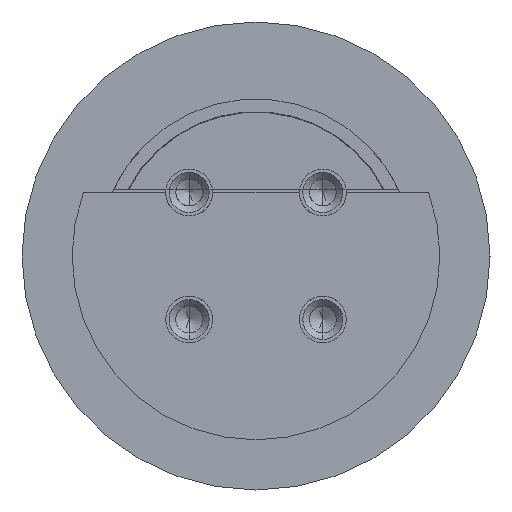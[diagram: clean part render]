
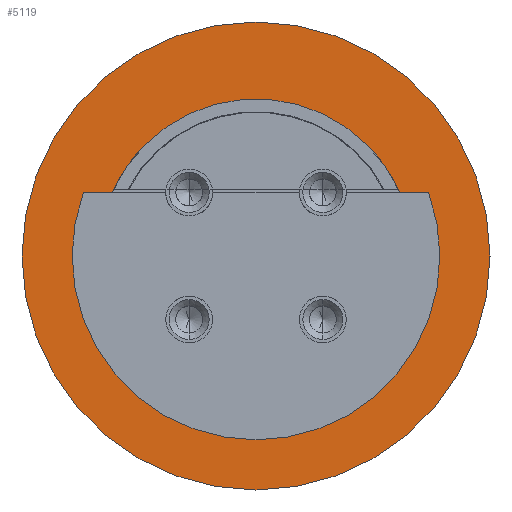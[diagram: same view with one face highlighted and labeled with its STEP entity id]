
A CAD part, front view. The second image highlights one B-rep face of the part: STEP entity #5119.
In plain terms, the highlighted planar face has unit normal (0, -1, 0).
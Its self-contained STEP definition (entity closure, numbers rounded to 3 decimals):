
#156 = VERTEX_POINT ( 'NONE', #6690 ) ;
#301 = CIRCLE ( 'NONE', #2170, 2.35 ) ;
#333 = CARTESIAN_POINT ( 'NONE',  ( 0., 0.5, 0. ) ) ;
#383 = FACE_BOUND ( 'NONE', #3212, .T. ) ;
#449 = ORIENTED_EDGE ( 'NONE', *, *, #6508, .F. ) ;
#452 = AXIS2_PLACEMENT_3D ( 'NONE', #5318, #2045, #4201 ) ;
#636 = EDGE_CURVE ( 'Defeature ausgef�hrt2_66+Defeature ausgef�hrt2_65+Defeature ausgef�hrt2_96+Defeature ausgef�hrt2_95', #4179, #5754, #301, .T. ) ;
#753 = CARTESIAN_POINT ( 'NONE',  ( 2.149, 0.5, 0.95 ) ) ;
#794 = CARTESIAN_POINT ( 'NONE',  ( 0., 0.5, 0. ) ) ;
#817 = DIRECTION ( 'NONE',  ( 0., 0., 1. ) ) ;
#877 = VECTOR ( 'NONE', #5117, 1000. ) ;
#1041 = DIRECTION ( 'NONE',  ( 0., 0., 1. ) ) ;
#1072 = AXIS2_PLACEMENT_3D ( 'NONE', #6654, #2276, #1249 ) ;
#1249 = DIRECTION ( 'NONE',  ( 0., 0., -1. ) ) ;
#1409 = LINE ( 'NONE', #5854, #6796 ) ;
#1721 = CARTESIAN_POINT ( 'NONE',  ( 0., 0.5, 0. ) ) ;
#1783 = ORIENTED_EDGE ( 'NONE', *, *, #5000, .F. ) ;
#1906 = CARTESIAN_POINT ( 'NONE',  ( 2.75, 0.5, 0.95 ) ) ;
#1988 = EDGE_CURVE ( 'Defeature ausgef�hrt2_64+Defeature ausgef�hrt2_65+Defeature ausgef�hrt2_68+Defeature ausgef�hrt2_69', #2458, #2058, #4752, .T. ) ;
#2045 = DIRECTION ( 'NONE',  ( 0., -1., 0. ) ) ;
#2058 = VERTEX_POINT ( 'NONE', #3969 ) ;
#2170 = AXIS2_PLACEMENT_3D ( 'NONE', #4351, #4777, #1041 ) ;
#2242 = LINE ( 'NONE', #1906, #877 ) ;
#2276 = DIRECTION ( 'NONE',  ( 0., 1., 0. ) ) ;
#2364 = AXIS2_PLACEMENT_3D ( 'NONE', #1721, #3908, #6124 ) ;
#2411 = CIRCLE ( 'NONE', #4346, 2.35 ) ;
#2458 = VERTEX_POINT ( 'NONE', #4702 ) ;
#2668 = EDGE_LOOP ( 'NONE', ( #4352, #4433 ) ) ;
#2771 = VERTEX_POINT ( 'NONE', #753 ) ;
#3063 = AXIS2_PLACEMENT_3D ( 'NONE', #794, #6231, #817 ) ;
#3072 = EDGE_CURVE ( 'Defeature ausgef�hrt2_85+Defeature ausgef�hrt2_65+Defeature ausgef�hrt2_69+Defeature ausgef�hrt2_96', #2771, #4179, #4990, .T. ) ;
#3112 = ORIENTED_EDGE ( 'NONE', *, *, #636, .F. ) ;
#3212 = EDGE_LOOP ( 'NONE', ( #4750, #3112, #4928, #1783, #3283, #449 ) ) ;
#3224 = CARTESIAN_POINT ( 'NONE',  ( 0., 0.5, 0. ) ) ;
#3265 = CIRCLE ( 'NONE', #3063, 3.5 ) ;
#3283 = ORIENTED_EDGE ( 'NONE', *, *, #1988, .F. ) ;
#3577 = DIRECTION ( 'NONE',  ( 0., -1., 0. ) ) ;
#3908 = DIRECTION ( 'NONE',  ( 0., -1., 0. ) ) ;
#3969 = CARTESIAN_POINT ( 'NONE',  ( 2.581, 0.5, 0.95 ) ) ;
#4179 = VERTEX_POINT ( 'NONE', #5122 ) ;
#4201 = DIRECTION ( 'NONE',  ( 0., 0., 1. ) ) ;
#4211 = DIRECTION ( 'NONE',  ( 0., 0., 1. ) ) ;
#4346 = AXIS2_PLACEMENT_3D ( 'NONE', #333, #3577, #4211 ) ;
#4351 = CARTESIAN_POINT ( 'NONE',  ( 0., 0.5, 0. ) ) ;
#4352 = ORIENTED_EDGE ( 'NONE', *, *, #6283, .T. ) ;
#4433 = ORIENTED_EDGE ( 'NONE', *, *, #5495, .T. ) ;
#4488 = PLANE ( 'NONE',  #1072 ) ;
#4527 = CARTESIAN_POINT ( 'NONE',  ( 0., 0.5, 3.5 ) ) ;
#4689 = AXIS2_PLACEMENT_3D ( 'NONE', #3224, #6470, #6970 ) ;
#4702 = CARTESIAN_POINT ( 'NONE',  ( -2.581, 0.5, 0.95 ) ) ;
#4750 = ORIENTED_EDGE ( 'NONE', *, *, #6561, .F. ) ;
#4752 = CIRCLE ( 'NONE', #2364, 2.75 ) ;
#4777 = DIRECTION ( 'NONE',  ( 0., -1., 0. ) ) ;
#4928 = ORIENTED_EDGE ( 'NONE', *, *, #3072, .F. ) ;
#4990 = CIRCLE ( 'NONE', #452, 2.35 ) ;
#5000 = EDGE_CURVE ( 'Defeature ausgef�hrt2_69+Defeature ausgef�hrt2_65+Defeature ausgef�hrt2_64+Defeature ausgef�hrt2_85', #2058, #2771, #1409, .T. ) ;
#5117 = DIRECTION ( 'NONE',  ( -1., 0., 0. ) ) ;
#5119 = ADVANCED_FACE ( 'Defeature ausgef�hrt2_65', ( #383, #6442 ), #4488, .F. ) ;
#5122 = CARTESIAN_POINT ( 'NONE',  ( 2.127, 0.5, 1. ) ) ;
#5198 = VERTEX_POINT ( 'NONE', #5713 ) ;
#5318 = CARTESIAN_POINT ( 'NONE',  ( 0., 0.5, 0. ) ) ;
#5336 = DIRECTION ( 'NONE',  ( -1., 0., 0. ) ) ;
#5495 = EDGE_CURVE ( 'Defeature ausgef�hrt2_65+Defeature ausgef�hrt2_61+Defeature ausgef�hrt2_61+Defeature ausgef�hrt2_61', #5198, #6520, #7058, .T. ) ;
#5713 = CARTESIAN_POINT ( 'NONE',  ( 0., 0.5, -3.5 ) ) ;
#5754 = VERTEX_POINT ( 'NONE', #6830 ) ;
#5854 = CARTESIAN_POINT ( 'NONE',  ( 2.75, 0.5, 0.95 ) ) ;
#6124 = DIRECTION ( 'NONE',  ( 0., 0., 1. ) ) ;
#6231 = DIRECTION ( 'NONE',  ( 0., -1., 0. ) ) ;
#6283 = EDGE_CURVE ( 'Defeature ausgef�hrt2_65+Defeature ausgef�hrt2_61+Defeature ausgef�hrt2_61+Defeature ausgef�hrt2_61', #6520, #5198, #3265, .T. ) ;
#6442 = FACE_OUTER_BOUND ( 'NONE', #2668, .T. ) ;
#6470 = DIRECTION ( 'NONE',  ( 0., -1., 0. ) ) ;
#6508 = EDGE_CURVE ( 'Defeature ausgef�hrt2_68+Defeature ausgef�hrt2_65+Defeature ausgef�hrt2_84+Defeature ausgef�hrt2_64', #156, #2458, #2242, .T. ) ;
#6520 = VERTEX_POINT ( 'NONE', #4527 ) ;
#6561 = EDGE_CURVE ( 'Defeature ausgef�hrt2_84+Defeature ausgef�hrt2_65+Defeature ausgef�hrt2_95+Defeature ausgef�hrt2_68', #5754, #156, #2411, .T. ) ;
#6654 = CARTESIAN_POINT ( 'NONE',  ( -3.5, 0.5, 0. ) ) ;
#6690 = CARTESIAN_POINT ( 'NONE',  ( -2.149, 0.5, 0.95 ) ) ;
#6796 = VECTOR ( 'NONE', #5336, 1000. ) ;
#6830 = CARTESIAN_POINT ( 'NONE',  ( -2.127, 0.5, 1. ) ) ;
#6970 = DIRECTION ( 'NONE',  ( 0., 0., 1. ) ) ;
#7058 = CIRCLE ( 'NONE', #4689, 3.5 ) ;
